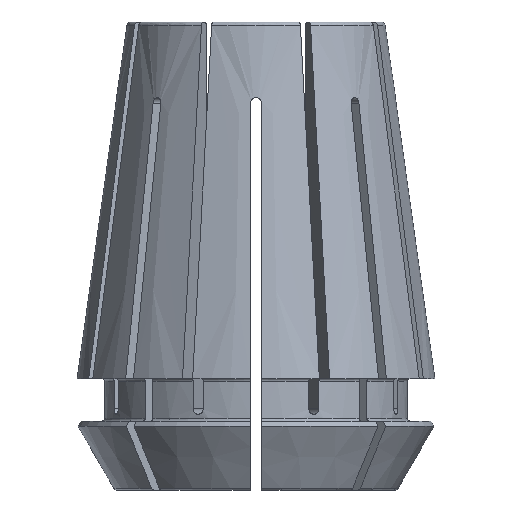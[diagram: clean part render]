
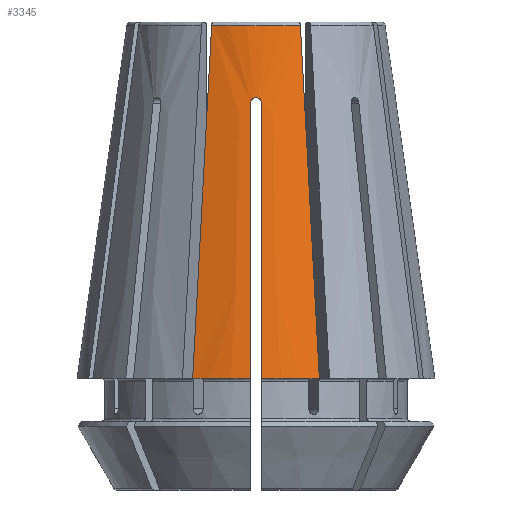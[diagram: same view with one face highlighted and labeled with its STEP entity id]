
A CAD part, left-side view. The second image highlights one B-rep face of the part: STEP entity #3345.
In plain terms, the highlighted conical face has half-angle 8 degrees and reference radius 13 mm.
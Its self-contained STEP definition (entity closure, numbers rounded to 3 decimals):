
#31=CONICAL_SURFACE('',#3685,13.,0.14);
#146=B_SPLINE_CURVE_WITH_KNOTS('',3,(#5470,#5471,#5472,#5473,#5474,#5475,
#5476),.UNSPECIFIED.,.F.,.F.,(4,3,4),(0.,0.016,
0.026),.UNSPECIFIED.);
#153=B_SPLINE_CURVE_WITH_KNOTS('',3,(#5530,#5531,#5532,#5533,#5534,#5535,
#5536),.UNSPECIFIED.,.F.,.F.,(4,3,4),(0.,0.016,
0.026),.UNSPECIFIED.);
#170=B_SPLINE_CURVE_WITH_KNOTS('',3,(#5655,#5656,#5657,#5658,#5659,#5660,
#5661),.UNSPECIFIED.,.F.,.F.,(4,3,4),(0.016,0.018,
0.036),.UNSPECIFIED.);
#225=B_SPLINE_CURVE_WITH_KNOTS('',3,(#6123,#6124,#6125,#6126,#6127),
 .UNSPECIFIED.,.F.,.F.,(4,1,4),(0.,0.001,
0.001),.UNSPECIFIED.);
#226=B_SPLINE_CURVE_WITH_KNOTS('',3,(#6129,#6130,#6131,#6132,#6133,#6134,
#6135),.UNSPECIFIED.,.F.,.F.,(4,3,4),(0.016,0.018,
0.036),.UNSPECIFIED.);
#427=CIRCLE('',#3629,13.);
#449=CIRCLE('',#3682,13.);
#450=CIRCLE('',#3684,9.396);
#1225=ORIENTED_EDGE('',*,*,#2004,.T.);
#1226=ORIENTED_EDGE('',*,*,#1862,.F.);
#1227=ORIENTED_EDGE('',*,*,#2006,.T.);
#1228=ORIENTED_EDGE('',*,*,#2007,.T.);
#1229=ORIENTED_EDGE('',*,*,#1952,.T.);
#1230=ORIENTED_EDGE('',*,*,#1814,.F.);
#1231=ORIENTED_EDGE('',*,*,#2005,.F.);
#1232=ORIENTED_EDGE('',*,*,#1830,.T.);
#1814=EDGE_CURVE('',#2287,#2288,#146,.T.);
#1830=EDGE_CURVE('',#2299,#2298,#153,.T.);
#1862=EDGE_CURVE('',#2318,#2319,#170,.T.);
#1952=EDGE_CURVE('',#2369,#2288,#427,.T.);
#2004=EDGE_CURVE('',#2298,#2319,#449,.T.);
#2005=EDGE_CURVE('',#2299,#2287,#450,.T.);
#2006=EDGE_CURVE('',#2318,#2390,#225,.T.);
#2007=EDGE_CURVE('',#2390,#2369,#226,.T.);
#2287=VERTEX_POINT('',#5469);
#2288=VERTEX_POINT('',#5477);
#2298=VERTEX_POINT('',#5529);
#2299=VERTEX_POINT('',#5537);
#2318=VERTEX_POINT('',#5654);
#2319=VERTEX_POINT('',#5662);
#2369=VERTEX_POINT('',#5955);
#2390=VERTEX_POINT('',#6128);
#2918=EDGE_LOOP('',(#1225,#1226,#1227,#1228,#1229,#1230,#1231,#1232));
#3096=FACE_BOUND('',#2918,.T.);
#3345=ADVANCED_FACE('',(#3096),#31,.T.);
#3629=AXIS2_PLACEMENT_3D('',#5957,#4368,#4369);
#3682=AXIS2_PLACEMENT_3D('',#6119,#4487,#4488);
#3684=AXIS2_PLACEMENT_3D('',#6121,#4491,#4492);
#3685=AXIS2_PLACEMENT_3D('',#6122,#4493,#4494);
#4368=DIRECTION('',(0.,0.,1.));
#4369=DIRECTION('',(1.,0.,0.));
#4487=DIRECTION('',(0.,0.,1.));
#4488=DIRECTION('',(1.,0.,0.));
#4491=DIRECTION('',(0.,0.,1.));
#4492=DIRECTION('',(1.,0.,0.));
#4493=DIRECTION('',(0.,0.,-1.));
#4494=DIRECTION('',(-1.,0.,0.));
#5469=CARTESIAN_POINT('',(-8.826,-3.223,33.942));
#5470=CARTESIAN_POINT('',(-8.826,-3.223,33.942));
#5471=CARTESIAN_POINT('',(-9.534,-3.516,28.497));
#5472=CARTESIAN_POINT('',(-10.241,-3.809,23.051));
#5473=CARTESIAN_POINT('',(-10.949,-4.102,17.606));
#5474=CARTESIAN_POINT('',(-11.352,-4.269,14.504));
#5475=CARTESIAN_POINT('',(-11.755,-4.436,11.402));
#5476=CARTESIAN_POINT('',(-12.158,-4.603,8.3));
#5477=CARTESIAN_POINT('',(-12.158,-4.603,8.3));
#5529=CARTESIAN_POINT('',(-12.158,4.603,8.3));
#5530=CARTESIAN_POINT('',(-8.826,3.223,33.942));
#5531=CARTESIAN_POINT('',(-9.534,3.516,28.497));
#5532=CARTESIAN_POINT('',(-10.241,3.809,23.051));
#5533=CARTESIAN_POINT('',(-10.949,4.102,17.606));
#5534=CARTESIAN_POINT('',(-11.352,4.269,14.504));
#5535=CARTESIAN_POINT('',(-11.755,4.436,11.402));
#5536=CARTESIAN_POINT('',(-12.158,4.603,8.3));
#5537=CARTESIAN_POINT('',(-8.826,3.223,33.942));
#5654=CARTESIAN_POINT('',(-10.181,0.4,28.3));
#5655=CARTESIAN_POINT('',(-10.181,0.4,28.3));
#5656=CARTESIAN_POINT('',(-10.285,0.4,27.564));
#5657=CARTESIAN_POINT('',(-10.388,0.4,26.827));
#5658=CARTESIAN_POINT('',(-10.492,0.4,26.091));
#5659=CARTESIAN_POINT('',(-11.326,0.4,20.161));
#5660=CARTESIAN_POINT('',(-12.16,0.4,14.23));
#5661=CARTESIAN_POINT('',(-12.994,0.4,8.3));
#5662=CARTESIAN_POINT('',(-12.994,0.4,8.3));
#5955=CARTESIAN_POINT('',(-12.994,-0.4,8.3));
#5957=CARTESIAN_POINT('',(0.,0.,8.3));
#6119=CARTESIAN_POINT('',(0.,0.,8.3));
#6121=CARTESIAN_POINT('',(0.,0.,33.942));
#6122=CARTESIAN_POINT('',(0.,0.,8.3));
#6123=CARTESIAN_POINT('',(-10.181,0.4,28.3));
#6124=CARTESIAN_POINT('',(-10.152,0.4,28.51));
#6125=CARTESIAN_POINT('',(-10.114,0.001,28.89));
#6126=CARTESIAN_POINT('',(-10.152,-0.4,28.51));
#6127=CARTESIAN_POINT('',(-10.181,-0.4,28.3));
#6128=CARTESIAN_POINT('',(-10.181,-0.4,28.3));
#6129=CARTESIAN_POINT('',(-10.181,-0.4,28.3));
#6130=CARTESIAN_POINT('',(-10.285,-0.4,27.564));
#6131=CARTESIAN_POINT('',(-10.388,-0.4,26.827));
#6132=CARTESIAN_POINT('',(-10.492,-0.4,26.091));
#6133=CARTESIAN_POINT('',(-11.326,-0.4,20.161));
#6134=CARTESIAN_POINT('',(-12.16,-0.4,14.23));
#6135=CARTESIAN_POINT('',(-12.994,-0.4,8.3));
